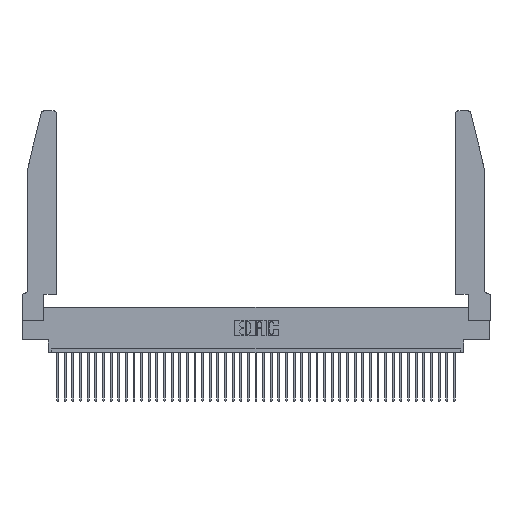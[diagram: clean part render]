
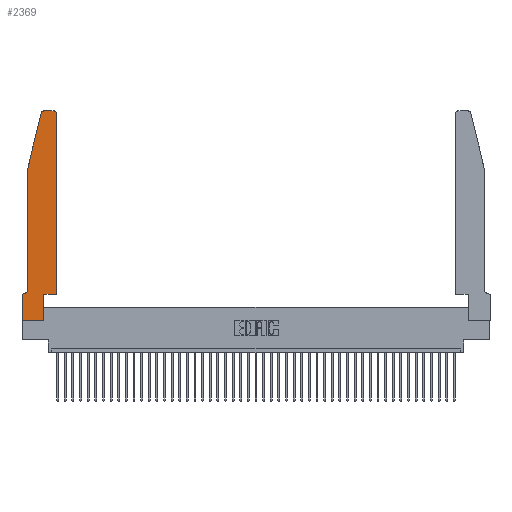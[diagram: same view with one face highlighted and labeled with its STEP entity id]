
A CAD part, top view. The second image highlights one B-rep face of the part: STEP entity #2369.
In plain terms, the highlighted planar face has unit normal (0, 0, 1).
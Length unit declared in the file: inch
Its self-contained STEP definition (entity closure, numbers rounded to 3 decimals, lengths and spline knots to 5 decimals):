
#485 = LINE ( 'NONE', #23484, #41326 ) ;
#710 = CARTESIAN_POINT ( 'NONE',  ( 0.0055, 0.35, 0.37 ) ) ;
#763 = CARTESIAN_POINT ( 'NONE',  ( 0.0755, 2., 0.37 ) ) ;
#1146 = EDGE_CURVE ( 'NONE', #18010, #40299, #3854, .T. ) ;
#1407 = EDGE_LOOP ( 'NONE', ( #38218, #16564, #31246, #9932, #7670, #13991, #21974, #35673, #35546, #7534, #7863, #26217 ) ) ;
#1760 = PLANE ( 'NONE',  #29784 ) ;
#2369 = ADVANCED_FACE ( 'NONE', ( #22616 ), #1760, .T. ) ;
#3854 = CIRCLE ( 'NONE', #25601, 0.07 ) ;
#3934 = DIRECTION ( 'NONE',  ( -1., 0., 0. ) ) ;
#4656 = CARTESIAN_POINT ( 'NONE',  ( 0., 0., 0.37 ) ) ;
#5918 = CARTESIAN_POINT ( 'NONE',  ( 0.4205, 2.72, 0.37 ) ) ;
#6389 = CARTESIAN_POINT ( 'NONE',  ( 0.2865, 0., 0.37 ) ) ;
#6632 = VERTEX_POINT ( 'NONE', #763 ) ;
#7258 = LINE ( 'NONE', #20827, #41853 ) ;
#7534 = ORIENTED_EDGE ( 'NONE', *, *, #7566, .T. ) ;
#7566 = EDGE_CURVE ( 'NONE', #30308, #30558, #33152, .T. ) ;
#7670 = ORIENTED_EDGE ( 'NONE', *, *, #1146, .T. ) ;
#7767 = VECTOR ( 'NONE', #40980, 39.37008 ) ;
#7841 = VECTOR ( 'NONE', #36090, 39.37008 ) ;
#7863 = ORIENTED_EDGE ( 'NONE', *, *, #38830, .T. ) ;
#8577 = VECTOR ( 'NONE', #9011, 39.37008 ) ;
#9011 = DIRECTION ( 'NONE',  ( 1., 0., 0. ) ) ;
#9285 = DIRECTION ( 'NONE',  ( 1., 0., 0. ) ) ;
#9932 = ORIENTED_EDGE ( 'NONE', *, *, #13915, .T. ) ;
#10072 = CARTESIAN_POINT ( 'NONE',  ( 0.0755, 0.35, 0.37 ) ) ;
#10369 = LINE ( 'NONE', #10072, #36057 ) ;
#10425 = CARTESIAN_POINT ( 'NONE',  ( 0.4505, 0.35, 0.37 ) ) ;
#10489 = CARTESIAN_POINT ( 'NONE',  ( 0.0055, 0.42, 0.37 ) ) ;
#10494 = LINE ( 'NONE', #39480, #24140 ) ;
#11462 = CARTESIAN_POINT ( 'NONE',  ( 0.4505, 2.72, 0.37 ) ) ;
#11612 = CARTESIAN_POINT ( 'NONE',  ( 0., 0., 0.37 ) ) ;
#13892 = EDGE_CURVE ( 'NONE', #34959, #19216, #23541, .T. ) ;
#13915 = EDGE_CURVE ( 'NONE', #6632, #18010, #7258, .T. ) ;
#13991 = ORIENTED_EDGE ( 'NONE', *, *, #40191, .T. ) ;
#14103 = LINE ( 'NONE', #35941, #7841 ) ;
#15261 = CARTESIAN_POINT ( 'NONE',  ( 0.2605, 2.75, 0.37 ) ) ;
#16040 = VECTOR ( 'NONE', #35576, 39.37008 ) ;
#16564 = ORIENTED_EDGE ( 'NONE', *, *, #25048, .T. ) ;
#17326 = DIRECTION ( 'NONE',  ( 0., 0., 1. ) ) ;
#18010 = VERTEX_POINT ( 'NONE', #37108 ) ;
#18529 = EDGE_CURVE ( 'NONE', #25435, #29886, #22625, .T. ) ;
#19216 = VERTEX_POINT ( 'NONE', #4656 ) ;
#19977 = AXIS2_PLACEMENT_3D ( 'NONE', #5918, #22487, #9285 ) ;
#20628 = DIRECTION ( 'NONE',  ( 0., 0., 1. ) ) ;
#20635 = DIRECTION ( 'NONE',  ( 0., 0., -1. ) ) ;
#20827 = CARTESIAN_POINT ( 'NONE',  ( 0.0755, 2., 0.37 ) ) ;
#20844 = DIRECTION ( 'NONE',  ( 1., 0., 0. ) ) ;
#21974 = ORIENTED_EDGE ( 'NONE', *, *, #13892, .T. ) ;
#22487 = DIRECTION ( 'NONE',  ( 0., 0., 1. ) ) ;
#22529 = DIRECTION ( 'NONE',  ( 0., 1., 0. ) ) ;
#22616 = FACE_OUTER_BOUND ( 'NONE', #1407, .T. ) ;
#22625 = CIRCLE ( 'NONE', #19977, 0.03 ) ;
#22785 = CARTESIAN_POINT ( 'NONE',  ( 0.284, 2.75, 0.37 ) ) ;
#23484 = CARTESIAN_POINT ( 'NONE',  ( 0.2865, 0.35, 0.37 ) ) ;
#23541 = LINE ( 'NONE', #11612, #7767 ) ;
#23902 = LINE ( 'NONE', #15261, #16040 ) ;
#24140 = VECTOR ( 'NONE', #22529, 39.37008 ) ;
#24364 = VERTEX_POINT ( 'NONE', #22785 ) ;
#25002 = CARTESIAN_POINT ( 'NONE',  ( 0., 0.35, 0.37 ) ) ;
#25048 = EDGE_CURVE ( 'NONE', #24364, #34540, #27724, .T. ) ;
#25435 = VERTEX_POINT ( 'NONE', #11462 ) ;
#25601 = AXIS2_PLACEMENT_3D ( 'NONE', #10489, #20635, #3934 ) ;
#25934 = CARTESIAN_POINT ( 'NONE',  ( 0., 0., 0.37 ) ) ;
#26152 = VERTEX_POINT ( 'NONE', #6389 ) ;
#26217 = ORIENTED_EDGE ( 'NONE', *, *, #18529, .T. ) ;
#27069 = DIRECTION ( 'NONE',  ( -1., 0., 0. ) ) ;
#27349 = DIRECTION ( 'NONE',  ( 1., 0., 0. ) ) ;
#27541 = CARTESIAN_POINT ( 'NONE',  ( 0.2865, 0.35, 0.37 ) ) ;
#27724 = CIRCLE ( 'NONE', #36382, 0.03 ) ;
#29420 = VECTOR ( 'NONE', #35841, 39.37008 ) ;
#29784 = AXIS2_PLACEMENT_3D ( 'NONE', #25002, #20628, #27349 ) ;
#29886 = VERTEX_POINT ( 'NONE', #42309 ) ;
#30303 = CARTESIAN_POINT ( 'NONE',  ( 0.284, 2.72, 0.37 ) ) ;
#30308 = VERTEX_POINT ( 'NONE', #27541 ) ;
#30558 = VERTEX_POINT ( 'NONE', #10425 ) ;
#31246 = ORIENTED_EDGE ( 'NONE', *, *, #38903, .T. ) ;
#32452 = CARTESIAN_POINT ( 'NONE',  ( 0., 0.35, 0.37 ) ) ;
#32835 = CARTESIAN_POINT ( 'NONE',  ( 0.4505, 0.35, 0.37 ) ) ;
#33152 = LINE ( 'NONE', #32835, #8577 ) ;
#34540 = VERTEX_POINT ( 'NONE', #39547 ) ;
#34959 = VERTEX_POINT ( 'NONE', #32452 ) ;
#35546 = ORIENTED_EDGE ( 'NONE', *, *, #39505, .T. ) ;
#35576 = DIRECTION ( 'NONE',  ( -1., 0., 0. ) ) ;
#35673 = ORIENTED_EDGE ( 'NONE', *, *, #38163, .T. ) ;
#35841 = DIRECTION ( 'NONE',  ( 1., 0., 0. ) ) ;
#35941 = CARTESIAN_POINT ( 'NONE',  ( 0.0755, 2., 0.37 ) ) ;
#36057 = VECTOR ( 'NONE', #27069, 39.37008 ) ;
#36090 = DIRECTION ( 'NONE',  ( -0.239, -0.971, 0. ) ) ;
#36382 = AXIS2_PLACEMENT_3D ( 'NONE', #30303, #17326, #20844 ) ;
#37108 = CARTESIAN_POINT ( 'NONE',  ( 0.0755, 0.42, 0.37 ) ) ;
#37616 = DIRECTION ( 'NONE',  ( 0., -1., 0. ) ) ;
#38163 = EDGE_CURVE ( 'NONE', #19216, #26152, #38313, .T. ) ;
#38218 = ORIENTED_EDGE ( 'NONE', *, *, #42092, .T. ) ;
#38313 = LINE ( 'NONE', #25934, #29420 ) ;
#38830 = EDGE_CURVE ( 'NONE', #30558, #25435, #10494, .T. ) ;
#38903 = EDGE_CURVE ( 'NONE', #34540, #6632, #14103, .T. ) ;
#39480 = CARTESIAN_POINT ( 'NONE',  ( 0.4505, 0.35, 0.37 ) ) ;
#39505 = EDGE_CURVE ( 'NONE', #26152, #30308, #485, .T. ) ;
#39547 = CARTESIAN_POINT ( 'NONE',  ( 0.25487, 2.72718, 0.37 ) ) ;
#40157 = DIRECTION ( 'NONE',  ( 0., 1., 0. ) ) ;
#40191 = EDGE_CURVE ( 'NONE', #40299, #34959, #10369, .T. ) ;
#40299 = VERTEX_POINT ( 'NONE', #710 ) ;
#40980 = DIRECTION ( 'NONE',  ( 0., -1., 0. ) ) ;
#41326 = VECTOR ( 'NONE', #40157, 39.37008 ) ;
#41853 = VECTOR ( 'NONE', #37616, 39.37008 ) ;
#42092 = EDGE_CURVE ( 'NONE', #29886, #24364, #23902, .T. ) ;
#42309 = CARTESIAN_POINT ( 'NONE',  ( 0.4205, 2.75, 0.37 ) ) ;
